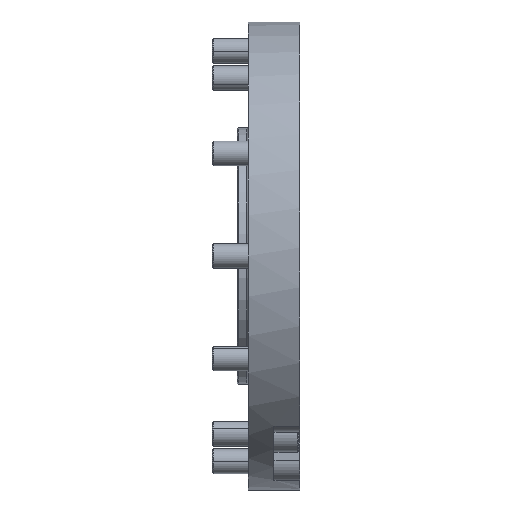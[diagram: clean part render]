
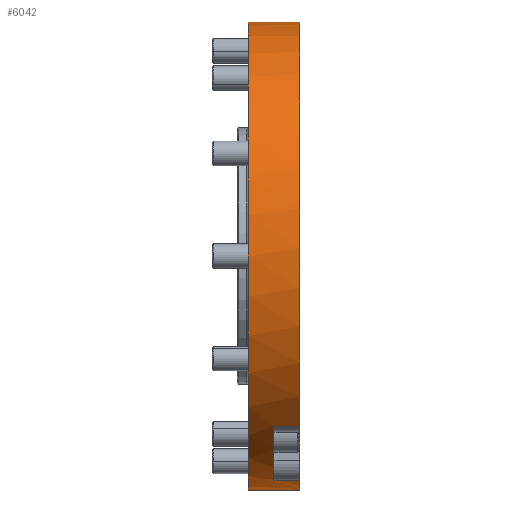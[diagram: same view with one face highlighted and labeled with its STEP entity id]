
A CAD part, left-side view. The second image highlights one B-rep face of the part: STEP entity #6042.
In plain terms, the highlighted cylindrical face has radius 114 mm (diameter 228 mm), a partial arc.
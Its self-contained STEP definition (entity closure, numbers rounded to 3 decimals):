
#220 = ORIENTED_EDGE ( 'NONE', *, *, #3886, .T. ) ;
#282 = AXIS2_PLACEMENT_3D ( 'NONE', #7725, #3524, #8444 ) ;
#297 = LINE ( 'NONE', #1539, #7587 ) ;
#430 = DIRECTION ( 'NONE',  ( 0., 1., 0. ) ) ;
#483 = CARTESIAN_POINT ( 'NONE',  ( -78.088, 8.733, -83.056 ) ) ;
#879 = EDGE_LOOP ( 'NONE', ( #5867, #1313, #9151, #3068, #7836, #220, #8231, #2111 ) ) ;
#919 = CARTESIAN_POINT ( 'NONE',  ( -78.088, -12.5, -83.056 ) ) ;
#946 = CARTESIAN_POINT ( 'NONE',  ( 0., -25., 0. ) ) ;
#1293 = CYLINDRICAL_SURFACE ( 'NONE', #7672, 114. ) ;
#1313 = ORIENTED_EDGE ( 'NONE', *, *, #6981, .T. ) ;
#1458 = DIRECTION ( 'NONE',  ( 0., 1., 0. ) ) ;
#1539 = CARTESIAN_POINT ( 'NONE',  ( -32.885, 8.733, -109.154 ) ) ;
#1663 = DIRECTION ( 'NONE',  ( 0., 0., 1. ) ) ;
#1764 = DIRECTION ( 'NONE',  ( 0., 1., 0. ) ) ;
#1887 = CARTESIAN_POINT ( 'NONE',  ( 0., -25., 0. ) ) ;
#1991 = CARTESIAN_POINT ( 'NONE',  ( 0., -12.5, 0. ) ) ;
#2111 = ORIENTED_EDGE ( 'NONE', *, *, #5347, .F. ) ;
#2516 = VERTEX_POINT ( 'NONE', #6096 ) ;
#2586 = DIRECTION ( 'NONE',  ( 0., 0., 1. ) ) ;
#2695 = DIRECTION ( 'NONE',  ( 0., 0., 1. ) ) ;
#2837 = CARTESIAN_POINT ( 'NONE',  ( -32.885, -12.5, -109.154 ) ) ;
#3022 = VECTOR ( 'NONE', #6108, 1000. ) ;
#3068 = ORIENTED_EDGE ( 'NONE', *, *, #5242, .T. ) ;
#3139 = VECTOR ( 'NONE', #1764, 1000. ) ;
#3279 = CARTESIAN_POINT ( 'NONE',  ( 0., 8.733, -114. ) ) ;
#3365 = LINE ( 'NONE', #3279, #6208 ) ;
#3524 = DIRECTION ( 'NONE',  ( 0., 1., 0. ) ) ;
#3573 = VERTEX_POINT ( 'NONE', #8512 ) ;
#3692 = CIRCLE ( 'NONE', #4727, 114. ) ;
#3866 = CARTESIAN_POINT ( 'NONE',  ( 0., 8.733, 114. ) ) ;
#3886 = EDGE_CURVE ( 'NONE', #3573, #5381, #5790, .T. ) ;
#4711 = CARTESIAN_POINT ( 'NONE',  ( -32.885, -25., -109.154 ) ) ;
#4727 = AXIS2_PLACEMENT_3D ( 'NONE', #1991, #6889, #2695 ) ;
#4800 = CIRCLE ( 'NONE', #7913, 114. ) ;
#4831 = AXIS2_PLACEMENT_3D ( 'NONE', #1887, #6781, #2586 ) ;
#4882 = LINE ( 'NONE', #483, #3022 ) ;
#4916 = CARTESIAN_POINT ( 'NONE',  ( 0., -25., 114. ) ) ;
#4950 = CARTESIAN_POINT ( 'NONE',  ( 0., -25., -114. ) ) ;
#4992 = LINE ( 'NONE', #3866, #3139 ) ;
#5062 = EDGE_CURVE ( 'NONE', #5381, #2516, #4992, .T. ) ;
#5156 = CIRCLE ( 'NONE', #282, 114. ) ;
#5175 = EDGE_CURVE ( 'NONE', #5396, #8290, #3365, .T. ) ;
#5242 = EDGE_CURVE ( 'NONE', #5380, #6378, #3692, .T. ) ;
#5347 = EDGE_CURVE ( 'NONE', #8290, #2516, #5156, .T. ) ;
#5380 = VERTEX_POINT ( 'NONE', #2837 ) ;
#5381 = VERTEX_POINT ( 'NONE', #4916 ) ;
#5396 = VERTEX_POINT ( 'NONE', #4950 ) ;
#5474 = EDGE_CURVE ( 'NONE', #8175, #5380, #297, .T. ) ;
#5790 = CIRCLE ( 'NONE', #4831, 114. ) ;
#5862 = DIRECTION ( 'NONE',  ( 0., 1., 0. ) ) ;
#5867 = ORIENTED_EDGE ( 'NONE', *, *, #5175, .F. ) ;
#6042 = ADVANCED_FACE ( 'NONE', ( #9018 ), #1293, .T. ) ;
#6096 = CARTESIAN_POINT ( 'NONE',  ( 0., 0., 114. ) ) ;
#6108 = DIRECTION ( 'NONE',  ( 0., -1., 0. ) ) ;
#6208 = VECTOR ( 'NONE', #430, 1000. ) ;
#6378 = VERTEX_POINT ( 'NONE', #919 ) ;
#6781 = DIRECTION ( 'NONE',  ( 0., 1., 0. ) ) ;
#6889 = DIRECTION ( 'NONE',  ( 0., 1., 0. ) ) ;
#6940 = CARTESIAN_POINT ( 'NONE',  ( 0., 0., -114. ) ) ;
#6981 = EDGE_CURVE ( 'NONE', #5396, #8175, #4800, .T. ) ;
#7587 = VECTOR ( 'NONE', #7871, 1000. ) ;
#7672 = AXIS2_PLACEMENT_3D ( 'NONE', #8497, #1458, #7768 ) ;
#7725 = CARTESIAN_POINT ( 'NONE',  ( 0., 0., 0. ) ) ;
#7768 = DIRECTION ( 'NONE',  ( 0., 0., 1. ) ) ;
#7836 = ORIENTED_EDGE ( 'NONE', *, *, #8176, .T. ) ;
#7871 = DIRECTION ( 'NONE',  ( 0., 1., 0. ) ) ;
#7913 = AXIS2_PLACEMENT_3D ( 'NONE', #946, #5862, #1663 ) ;
#8175 = VERTEX_POINT ( 'NONE', #4711 ) ;
#8176 = EDGE_CURVE ( 'NONE', #6378, #3573, #4882, .T. ) ;
#8231 = ORIENTED_EDGE ( 'NONE', *, *, #5062, .T. ) ;
#8290 = VERTEX_POINT ( 'NONE', #6940 ) ;
#8444 = DIRECTION ( 'NONE',  ( 0., 0., 1. ) ) ;
#8497 = CARTESIAN_POINT ( 'NONE',  ( 0., 8.733, 0. ) ) ;
#8512 = CARTESIAN_POINT ( 'NONE',  ( -78.088, -25., -83.056 ) ) ;
#9018 = FACE_OUTER_BOUND ( 'NONE', #879, .T. ) ;
#9151 = ORIENTED_EDGE ( 'NONE', *, *, #5474, .T. ) ;
